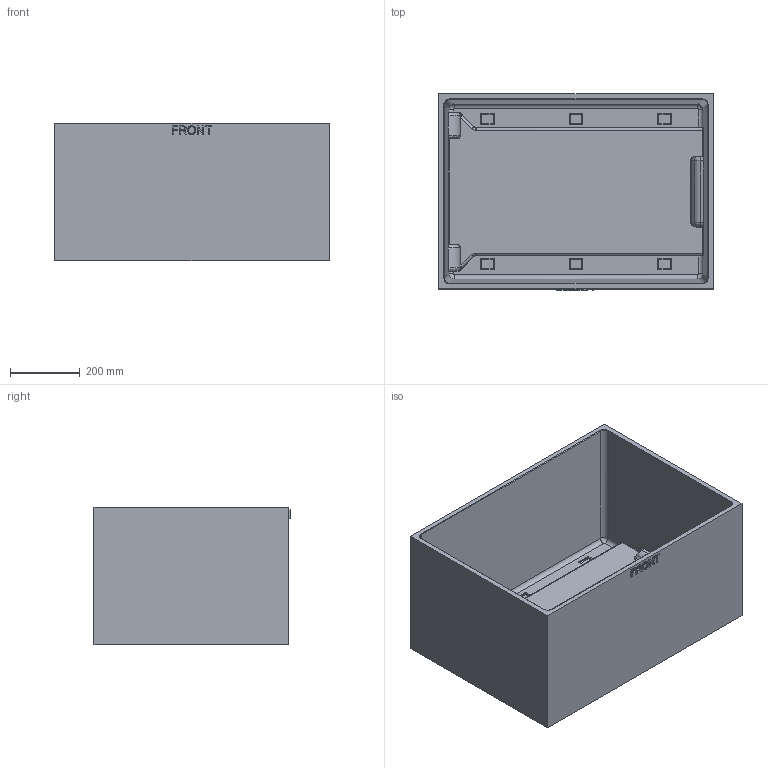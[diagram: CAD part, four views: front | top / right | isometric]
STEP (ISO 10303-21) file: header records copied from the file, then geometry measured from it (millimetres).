
FILE_DESCRIPTION( ( 'Unknown' ), '1' );
FILE_NAME( '3075-base_internal_tub.stp', 'Unknown', ( 'Unknown' ), ( 'Unknown' ), 'PSStep 10.1', 'Unknown', ' ' );
FILE_SCHEMA( ( 'AUTOMOTIVE_DESIGN { 1 0 10303 214 1 1 1 1 }' ) );
Length unit declared in the file: millimetre
Products named in the file (1): 1
Bounding box: 787.4 x 561.98 x 393.7 mm (x, y, z)
Volume: 37262272.9 mm3; surface area: 2850829.5 mm2
Topology: 1 solids, 1 shells, 337 faces, 802 edges, 449 vertices
Faces by surface type: cylinder 132, plane 99, bspline 98, extrusion 6, sphere 2
Entity records: 14163 total; most frequent: CARTESIAN_POINT 7400, ORIENTED_EDGE 1536, DIRECTION 1174, EDGE_CURVE 768, VERTEX_POINT 449, AXIS2_PLACEMENT_3D 426, EDGE_LOOP 353, FACE_OUTER_BOUND 339
